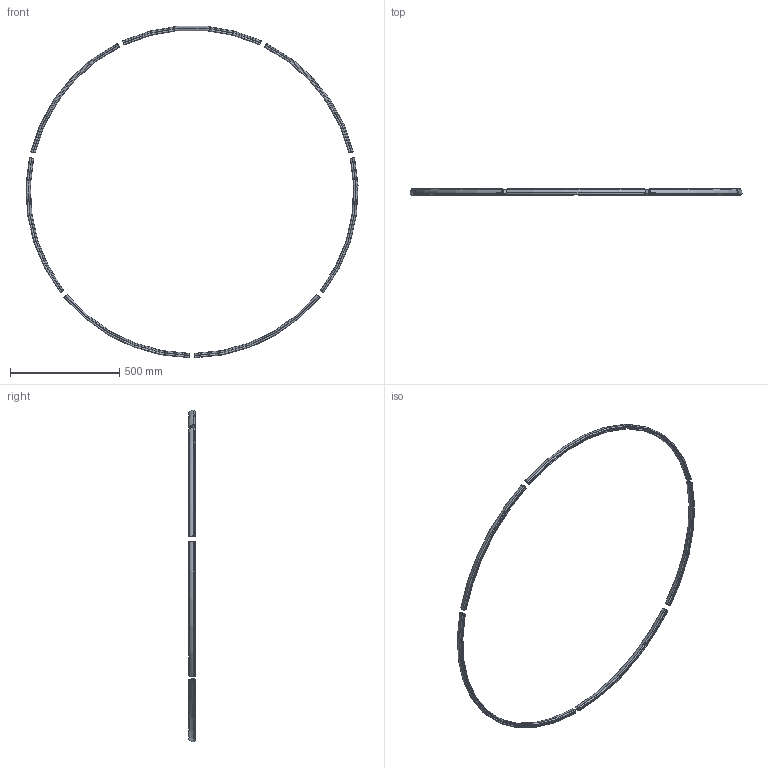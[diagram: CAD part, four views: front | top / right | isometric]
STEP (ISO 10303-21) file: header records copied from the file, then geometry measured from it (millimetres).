
FILE_DESCRIPTION(/* description */ (''),/* implementation_level */ '2;1');
FILE_NAME(/* name */ 'Hoop.step',/* time_stamp */ '2023-10-27T10:38:30-04:00',/* author */ (''),/* organization */ (''),/* preprocessor_version */ 'ST-DEVELOPER v20',/* originating_system */ 'Autodesk Translation Framework v12.14.0.127',/* authorisation */ '');
FILE_SCHEMA (('AUTOMOTIVE_DESIGN { 1 0 10303 214 3 1 1 }'));
Length unit declared in the file: millimetre
Products named in the file (6): Hoop; Hoop Sections; Netting Rod; Net Rod; Splt; Whole
Assembly tree (5 placements, depth 4):
  Hoop
    Hoop Sections
    Netting Rod
      Net Rod
        Splt
        Whole
Bounding box: 1519.54 x 28.49 x 1517.3 mm (x, y, z)
Volume: 590317.7 mm3; surface area: 1061080.6 mm2
Topology: 10 solids, 10 shells, 356 faces, 1002 edges, 666 vertices
Faces by surface type: torus 212, cylinder 70, plane 58, cone 16
Entity records: 16716 total; most frequent: CARTESIAN_POINT 7814, ORIENTED_EDGE 2004, DIRECTION 1674, EDGE_CURVE 1002, AXIS2_PLACEMENT_3D 730, VERTEX_POINT 666, B_SPLINE_CURVE_WITH_KNOTS 394, EDGE_LOOP 384
